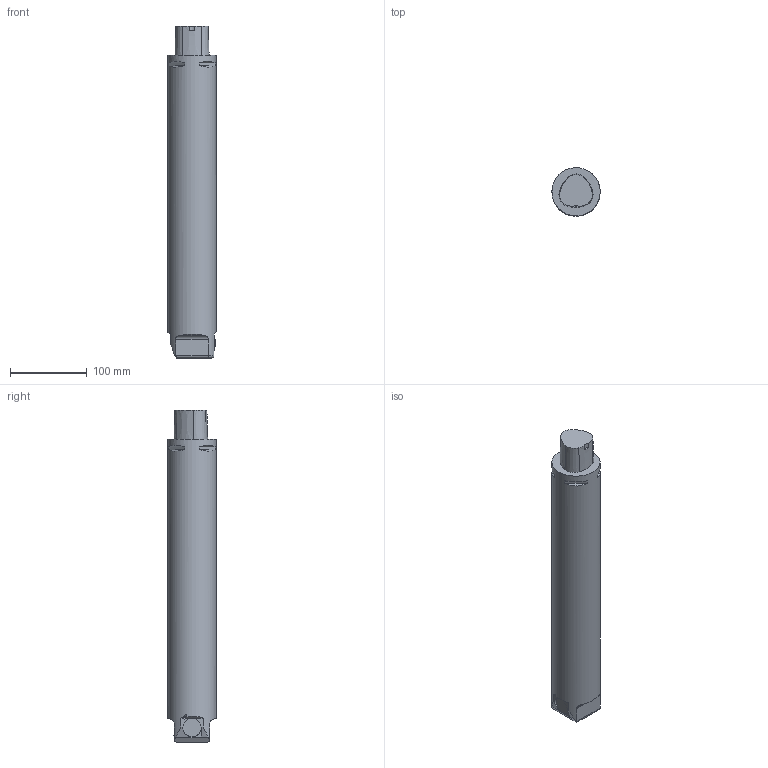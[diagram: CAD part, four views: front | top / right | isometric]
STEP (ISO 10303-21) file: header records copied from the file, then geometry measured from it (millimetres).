
FILE_DESCRIPTION(/* description */ (''),/* implementation_level */ '2;1');
FILE_NAME(/* name */ '1559126750194.stp',/* time_stamp */ '2019-05-29T12:45:53+02:00',/* author */ (''),/* organization */ ('SMS'),/* preprocessor_version */ 'ST-DEVELOPER v15',/* originating_system */ 'SIEMENS PLM Software NX 8.5',/* authorisation */ '');
FILE_SCHEMA (('AUTOMOTIVE_DESIGN { 1 0 10303 214 3 1 1 1 }'));
Length unit declared in the file: millimetre
Products named in the file (1): 202043083mod000_01
Bounding box: 62.96 x 62.95 x 434 mm (x, y, z)
Volume: 1264558.2 mm3; surface area: 96923.1 mm2
Topology: 2 solids, 2 shells, 314 faces, 882 edges, 585 vertices
Faces by surface type: plane 268, cylinder 23, cone 18, torus 4, sphere 1
Full cylindrical faces by diameter (mm): 2.459 x1, 4.67 x1, 4.7 x1, 8 x1, 8.018 x1, 24 x2, 63 x1
Entity records: 10240 total; most frequent: CARTESIAN_POINT 2473, ORIENTED_EDGE 1704, DIRECTION 1434, EDGE_CURVE 852, VERTEX_POINT 569, LINE 524, VECTOR 524, AXIS2_PLACEMENT_3D 455
